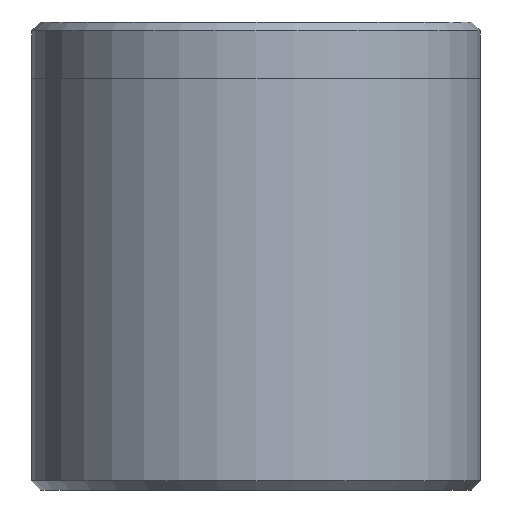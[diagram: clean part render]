
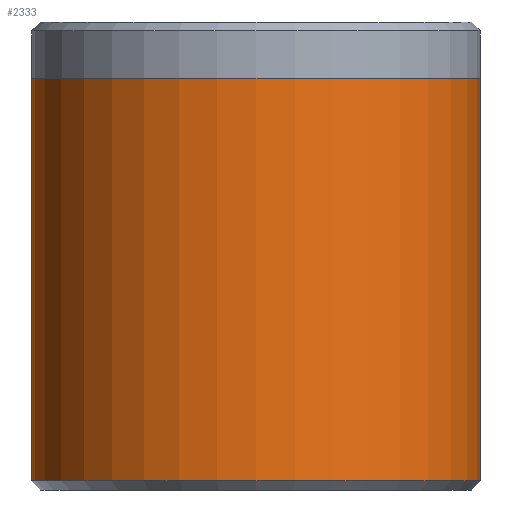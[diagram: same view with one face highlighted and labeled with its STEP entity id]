
A CAD part, front view. The second image highlights one B-rep face of the part: STEP entity #2333.
In plain terms, the highlighted cylindrical face has radius 12 mm (diameter 24 mm), a partial arc.
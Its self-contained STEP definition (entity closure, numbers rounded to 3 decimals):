
#97 = ORIENTED_EDGE ( 'NONE', *, *, #1831, .T. ) ;
#171 = AXIS2_PLACEMENT_3D ( 'NONE', #1534, #382, #1714 ) ;
#195 = CIRCLE ( 'NONE', #171, 12. ) ;
#246 = VERTEX_POINT ( 'NONE', #1054 ) ;
#323 = EDGE_LOOP ( 'NONE', ( #2151, #1480, #97, #1163 ) ) ;
#382 = DIRECTION ( 'NONE',  ( 0., 0., 1. ) ) ;
#443 = DIRECTION ( 'NONE',  ( -1., 0., 0. ) ) ;
#505 = VECTOR ( 'NONE', #1691, 1000. ) ;
#624 = CARTESIAN_POINT ( 'NONE',  ( 0., 0., 25. ) ) ;
#704 = LINE ( 'NONE', #1334, #1598 ) ;
#802 = CYLINDRICAL_SURFACE ( 'NONE', #1693, 12. ) ;
#859 = CARTESIAN_POINT ( 'NONE',  ( 0., 0., 0.5 ) ) ;
#967 = EDGE_CURVE ( 'NONE', #1077, #1556, #704, .T. ) ;
#995 = CARTESIAN_POINT ( 'NONE',  ( 12., 0., 22. ) ) ;
#1010 = CIRCLE ( 'NONE', #2162, 12. ) ;
#1054 = CARTESIAN_POINT ( 'NONE',  ( -12., 0., 22. ) ) ;
#1067 = DIRECTION ( 'NONE',  ( 0., 0., 1. ) ) ;
#1077 = VERTEX_POINT ( 'NONE', #995 ) ;
#1163 = ORIENTED_EDGE ( 'NONE', *, *, #1785, .T. ) ;
#1237 = DIRECTION ( 'NONE',  ( 0., 0., -1. ) ) ;
#1251 = DIRECTION ( 'NONE',  ( 1., 0., 0. ) ) ;
#1334 = CARTESIAN_POINT ( 'NONE',  ( 12., 0., 25. ) ) ;
#1340 = CARTESIAN_POINT ( 'NONE',  ( -12., 0., 25. ) ) ;
#1480 = ORIENTED_EDGE ( 'NONE', *, *, #2120, .F. ) ;
#1534 = CARTESIAN_POINT ( 'NONE',  ( 0., 0., 22. ) ) ;
#1544 = CARTESIAN_POINT ( 'NONE',  ( 12., 0., 0.5 ) ) ;
#1556 = VERTEX_POINT ( 'NONE', #1544 ) ;
#1585 = DIRECTION ( 'NONE',  ( 0., 0., -1. ) ) ;
#1598 = VECTOR ( 'NONE', #1237, 1000. ) ;
#1660 = VERTEX_POINT ( 'NONE', #2230 ) ;
#1691 = DIRECTION ( 'NONE',  ( 0., 0., -1. ) ) ;
#1693 = AXIS2_PLACEMENT_3D ( 'NONE', #624, #1585, #443 ) ;
#1714 = DIRECTION ( 'NONE',  ( 1., 0., 0. ) ) ;
#1785 = EDGE_CURVE ( 'NONE', #1660, #1556, #1010, .T. ) ;
#1804 = FACE_OUTER_BOUND ( 'NONE', #323, .T. ) ;
#1831 = EDGE_CURVE ( 'NONE', #246, #1660, #2000, .T. ) ;
#2000 = LINE ( 'NONE', #1340, #505 ) ;
#2120 = EDGE_CURVE ( 'NONE', #246, #1077, #195, .T. ) ;
#2151 = ORIENTED_EDGE ( 'NONE', *, *, #967, .F. ) ;
#2162 = AXIS2_PLACEMENT_3D ( 'NONE', #859, #1067, #1251 ) ;
#2230 = CARTESIAN_POINT ( 'NONE',  ( -12., 0., 0.5 ) ) ;
#2333 = ADVANCED_FACE ( 'NONE', ( #1804 ), #802, .T. ) ;
